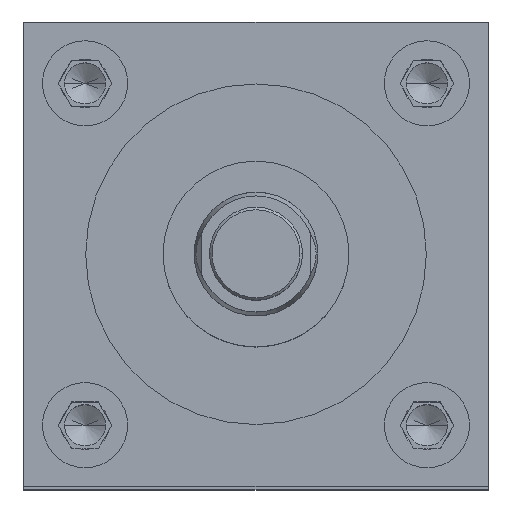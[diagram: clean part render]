
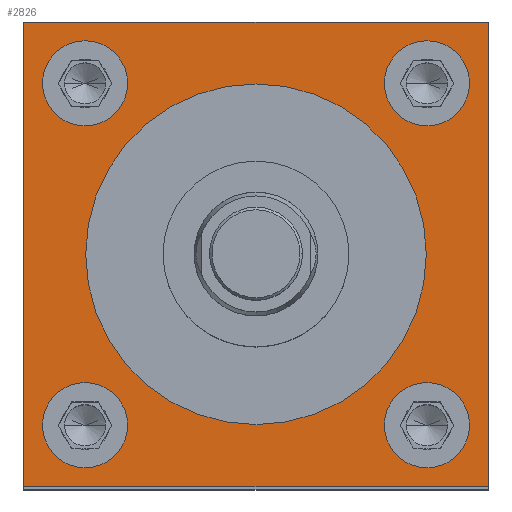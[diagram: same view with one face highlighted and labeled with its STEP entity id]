
A CAD part, top view. The second image highlights one B-rep face of the part: STEP entity #2826.
In plain terms, the highlighted planar face has unit normal (0, 0, 1).
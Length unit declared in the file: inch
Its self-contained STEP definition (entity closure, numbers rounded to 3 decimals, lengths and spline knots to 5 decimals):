
#38 = CARTESIAN_POINT ( 'NONE',  ( -1.38, 1.38, 16.25 ) ) ;
#46 = ORIENTED_EDGE ( 'NONE', *, *, #2725, .T. ) ;
#47 = DIRECTION ( 'NONE',  ( 1., 0., 0. ) ) ;
#52 = CARTESIAN_POINT ( 'NONE',  ( -1.0365, -1.38, 16.25 ) ) ;
#120 = VERTEX_POINT ( 'NONE', #4722 ) ;
#184 = DIRECTION ( 'NONE',  ( 1., 0., 0. ) ) ;
#328 = CARTESIAN_POINT ( 'NONE',  ( 1.38, 1.38, 16.25 ) ) ;
#336 = AXIS2_PLACEMENT_3D ( 'NONE', #2857, #4785, #460 ) ;
#337 = CARTESIAN_POINT ( 'NONE',  ( -1.875, -1.875, 16.25 ) ) ;
#460 = DIRECTION ( 'NONE',  ( 1., 0., 0. ) ) ;
#488 = EDGE_CURVE ( 'NONE', #3619, #5465, #5678, .T. ) ;
#526 = CARTESIAN_POINT ( 'NONE',  ( -1.875, 1.875, 16.25 ) ) ;
#617 = AXIS2_PLACEMENT_3D ( 'NONE', #1226, #826, #5169 ) ;
#718 = AXIS2_PLACEMENT_3D ( 'NONE', #3369, #3486, #1062 ) ;
#732 = FACE_BOUND ( 'NONE', #1155, .T. ) ;
#752 = DIRECTION ( 'NONE',  ( 1., 0., 0. ) ) ;
#796 = FACE_BOUND ( 'NONE', #5823, .T. ) ;
#826 = DIRECTION ( 'NONE',  ( 0., 0., -1. ) ) ;
#838 = VERTEX_POINT ( 'NONE', #990 ) ;
#886 = LINE ( 'NONE', #2348, #3828 ) ;
#980 = CARTESIAN_POINT ( 'NONE',  ( -1.38, 1.38, 16.25 ) ) ;
#990 = CARTESIAN_POINT ( 'NONE',  ( -1.875, 1.875, 16.25 ) ) ;
#1030 = CARTESIAN_POINT ( 'NONE',  ( 0., 0., 16.25 ) ) ;
#1042 = VECTOR ( 'NONE', #4341, 39.37008 ) ;
#1051 = EDGE_CURVE ( 'NONE', #2749, #1648, #1868, .T. ) ;
#1052 = DIRECTION ( 'NONE',  ( 0., 0., 1. ) ) ;
#1062 = DIRECTION ( 'NONE',  ( 1., 0., 0. ) ) ;
#1101 = EDGE_LOOP ( 'NONE', ( #1110, #5351 ) ) ;
#1110 = ORIENTED_EDGE ( 'NONE', *, *, #1973, .F. ) ;
#1142 = CIRCLE ( 'NONE', #4685, 1.375 ) ;
#1155 = EDGE_LOOP ( 'NONE', ( #5976, #5501 ) ) ;
#1226 = CARTESIAN_POINT ( 'NONE',  ( -1.875, 1.875, 16.25 ) ) ;
#1235 = CARTESIAN_POINT ( 'NONE',  ( 1.0365, 1.38, 16.25 ) ) ;
#1262 = FACE_BOUND ( 'NONE', #6199, .T. ) ;
#1340 = ORIENTED_EDGE ( 'NONE', *, *, #2732, .F. ) ;
#1355 = CARTESIAN_POINT ( 'NONE',  ( -1.875, -1.875, 16.25 ) ) ;
#1411 = EDGE_CURVE ( 'NONE', #5409, #1788, #2901, .T. ) ;
#1476 = DIRECTION ( 'NONE',  ( 0., 0., 1. ) ) ;
#1512 = DIRECTION ( 'NONE',  ( -1., 0., 0. ) ) ;
#1529 = CARTESIAN_POINT ( 'NONE',  ( 0., 0., 16.25 ) ) ;
#1558 = AXIS2_PLACEMENT_3D ( 'NONE', #980, #3846, #4359 ) ;
#1648 = VERTEX_POINT ( 'NONE', #5432 ) ;
#1788 = VERTEX_POINT ( 'NONE', #1235 ) ;
#1868 = CIRCLE ( 'NONE', #2267, 0.3435 ) ;
#1940 = ORIENTED_EDGE ( 'NONE', *, *, #488, .T. ) ;
#1973 = EDGE_CURVE ( 'NONE', #4215, #5384, #1142, .T. ) ;
#2029 = DIRECTION ( 'NONE',  ( 1., 0., 0. ) ) ;
#2173 = CARTESIAN_POINT ( 'NONE',  ( 1.7235, -1.38, 16.25 ) ) ;
#2197 = DIRECTION ( 'NONE',  ( 0., 0., 1. ) ) ;
#2212 = CARTESIAN_POINT ( 'NONE',  ( 1.7235, 1.38, 16.25 ) ) ;
#2265 = EDGE_CURVE ( 'NONE', #838, #3619, #3448, .T. ) ;
#2267 = AXIS2_PLACEMENT_3D ( 'NONE', #3592, #6011, #2700 ) ;
#2301 = AXIS2_PLACEMENT_3D ( 'NONE', #5778, #4719, #6198 ) ;
#2348 = CARTESIAN_POINT ( 'NONE',  ( 1.875, -1.875, 16.25 ) ) ;
#2501 = CIRCLE ( 'NONE', #2301, 0.3435 ) ;
#2619 = VERTEX_POINT ( 'NONE', #4649 ) ;
#2640 = CARTESIAN_POINT ( 'NONE',  ( 1.875, 1.875, 16.25 ) ) ;
#2644 = FACE_BOUND ( 'NONE', #3057, .T. ) ;
#2700 = DIRECTION ( 'NONE',  ( 1., 0., 0. ) ) ;
#2725 = EDGE_CURVE ( 'NONE', #5465, #6001, #886, .T. ) ;
#2732 = EDGE_CURVE ( 'NONE', #1788, #5409, #2501, .T. ) ;
#2749 = VERTEX_POINT ( 'NONE', #52 ) ;
#2769 = ORIENTED_EDGE ( 'NONE', *, *, #3340, .F. ) ;
#2826 = ADVANCED_FACE ( 'NONE', ( #732, #1262, #2644, #796, #3630, #5507 ), #3255, .F. ) ;
#2857 = CARTESIAN_POINT ( 'NONE',  ( -1.38, -1.38, 16.25 ) ) ;
#2901 = CIRCLE ( 'NONE', #5411, 0.3435 ) ;
#2939 = CARTESIAN_POINT ( 'NONE',  ( 1.875, -1.875, 16.25 ) ) ;
#3057 = EDGE_LOOP ( 'NONE', ( #3691, #3353 ) ) ;
#3061 = CIRCLE ( 'NONE', #336, 0.3435 ) ;
#3102 = ORIENTED_EDGE ( 'NONE', *, *, #1411, .F. ) ;
#3136 = VECTOR ( 'NONE', #5210, 39.37008 ) ;
#3163 = ORIENTED_EDGE ( 'NONE', *, *, #4167, .F. ) ;
#3255 = PLANE ( 'NONE',  #617 ) ;
#3340 = EDGE_CURVE ( 'NONE', #2619, #120, #4882, .T. ) ;
#3353 = ORIENTED_EDGE ( 'NONE', *, *, #4021, .F. ) ;
#3369 = CARTESIAN_POINT ( 'NONE',  ( 1.38, -1.38, 16.25 ) ) ;
#3448 = LINE ( 'NONE', #5230, #1042 ) ;
#3486 = DIRECTION ( 'NONE',  ( 0., 0., 1. ) ) ;
#3592 = CARTESIAN_POINT ( 'NONE',  ( -1.38, -1.38, 16.25 ) ) ;
#3595 = CIRCLE ( 'NONE', #1558, 0.3435 ) ;
#3619 = VERTEX_POINT ( 'NONE', #337 ) ;
#3630 = FACE_BOUND ( 'NONE', #1101, .T. ) ;
#3691 = ORIENTED_EDGE ( 'NONE', *, *, #1051, .F. ) ;
#3699 = ORIENTED_EDGE ( 'NONE', *, *, #5029, .T. ) ;
#3828 = VECTOR ( 'NONE', #5249, 39.37008 ) ;
#3846 = DIRECTION ( 'NONE',  ( 0., 0., 1. ) ) ;
#3873 = AXIS2_PLACEMENT_3D ( 'NONE', #38, #2197, #4111 ) ;
#3907 = EDGE_LOOP ( 'NONE', ( #5434, #1940, #46, #3699 ) ) ;
#4021 = EDGE_CURVE ( 'NONE', #1648, #2749, #3061, .T. ) ;
#4092 = EDGE_CURVE ( 'NONE', #5146, #4741, #5981, .T. ) ;
#4111 = DIRECTION ( 'NONE',  ( 1., 0., 0. ) ) ;
#4167 = EDGE_CURVE ( 'NONE', #120, #2619, #3595, .T. ) ;
#4215 = VERTEX_POINT ( 'NONE', #5033 ) ;
#4322 = CARTESIAN_POINT ( 'NONE',  ( 1.38, -1.38, 16.25 ) ) ;
#4341 = DIRECTION ( 'NONE',  ( 0., -1., 0. ) ) ;
#4359 = DIRECTION ( 'NONE',  ( 1., 0., 0. ) ) ;
#4517 = CIRCLE ( 'NONE', #5126, 0.3435 ) ;
#4593 = VECTOR ( 'NONE', #1512, 39.37008 ) ;
#4649 = CARTESIAN_POINT ( 'NONE',  ( -1.7235, 1.38, 16.25 ) ) ;
#4685 = AXIS2_PLACEMENT_3D ( 'NONE', #1529, #1052, #184 ) ;
#4719 = DIRECTION ( 'NONE',  ( 0., 0., 1. ) ) ;
#4722 = CARTESIAN_POINT ( 'NONE',  ( -1.0365, 1.38, 16.25 ) ) ;
#4741 = VERTEX_POINT ( 'NONE', #2173 ) ;
#4785 = DIRECTION ( 'NONE',  ( 0., 0., 1. ) ) ;
#4825 = AXIS2_PLACEMENT_3D ( 'NONE', #1030, #1476, #2029 ) ;
#4882 = CIRCLE ( 'NONE', #3873, 0.3435 ) ;
#4908 = DIRECTION ( 'NONE',  ( 0., 0., 1. ) ) ;
#5029 = EDGE_CURVE ( 'NONE', #6001, #838, #5308, .T. ) ;
#5033 = CARTESIAN_POINT ( 'NONE',  ( 1.375, 0., 16.25 ) ) ;
#5090 = CARTESIAN_POINT ( 'NONE',  ( 1.0365, -1.38, 16.25 ) ) ;
#5095 = DIRECTION ( 'NONE',  ( 0., 0., 1. ) ) ;
#5113 = CIRCLE ( 'NONE', #4825, 1.375 ) ;
#5126 = AXIS2_PLACEMENT_3D ( 'NONE', #4322, #4908, #47 ) ;
#5146 = VERTEX_POINT ( 'NONE', #5090 ) ;
#5169 = DIRECTION ( 'NONE',  ( -1., 0., 0. ) ) ;
#5210 = DIRECTION ( 'NONE',  ( 1., 0., 0. ) ) ;
#5230 = CARTESIAN_POINT ( 'NONE',  ( -1.875, -1.875, 16.25 ) ) ;
#5249 = DIRECTION ( 'NONE',  ( 0., 1., 0. ) ) ;
#5308 = LINE ( 'NONE', #526, #4593 ) ;
#5351 = ORIENTED_EDGE ( 'NONE', *, *, #5519, .F. ) ;
#5384 = VERTEX_POINT ( 'NONE', #6150 ) ;
#5409 = VERTEX_POINT ( 'NONE', #2212 ) ;
#5411 = AXIS2_PLACEMENT_3D ( 'NONE', #328, #5095, #752 ) ;
#5432 = CARTESIAN_POINT ( 'NONE',  ( -1.7235, -1.38, 16.25 ) ) ;
#5434 = ORIENTED_EDGE ( 'NONE', *, *, #2265, .T. ) ;
#5465 = VERTEX_POINT ( 'NONE', #2939 ) ;
#5501 = ORIENTED_EDGE ( 'NONE', *, *, #4092, .F. ) ;
#5507 = FACE_OUTER_BOUND ( 'NONE', #3907, .T. ) ;
#5519 = EDGE_CURVE ( 'NONE', #5384, #4215, #5113, .T. ) ;
#5543 = EDGE_CURVE ( 'NONE', #4741, #5146, #4517, .T. ) ;
#5678 = LINE ( 'NONE', #1355, #3136 ) ;
#5778 = CARTESIAN_POINT ( 'NONE',  ( 1.38, 1.38, 16.25 ) ) ;
#5823 = EDGE_LOOP ( 'NONE', ( #3163, #2769 ) ) ;
#5976 = ORIENTED_EDGE ( 'NONE', *, *, #5543, .F. ) ;
#5981 = CIRCLE ( 'NONE', #718, 0.3435 ) ;
#6001 = VERTEX_POINT ( 'NONE', #2640 ) ;
#6011 = DIRECTION ( 'NONE',  ( 0., 0., 1. ) ) ;
#6150 = CARTESIAN_POINT ( 'NONE',  ( -1.375, 0., 16.25 ) ) ;
#6198 = DIRECTION ( 'NONE',  ( 1., 0., 0. ) ) ;
#6199 = EDGE_LOOP ( 'NONE', ( #3102, #1340 ) ) ;
